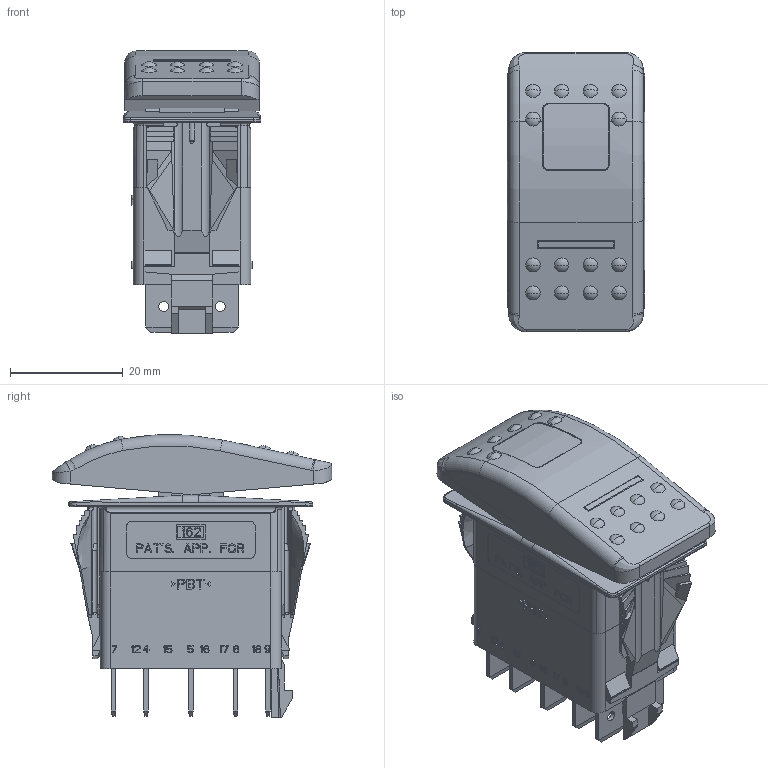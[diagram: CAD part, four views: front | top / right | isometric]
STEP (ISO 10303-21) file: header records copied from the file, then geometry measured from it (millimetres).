
FILE_DESCRIPTION((''),'2;1');
FILE_NAME('V-SERIES-MASTER_ASSEM_ASM','2022-08-11T13:11:27',('Administrator'),(''),'CREO PARAMETRIC BY PTC INC, 2019030','CREO PARAMETRIC BY PTC INC, 2019030','');
FILE_SCHEMA(('AUTOMOTIVE_DESIGN { 1 0 10303 214 1 1 1 1 }'));
Length unit declared in the file: inch
Products named in the file (8): V2-ACTUATOR-SQUARE-BAR-C; V2-LENS-A; V2-CONTURA-ASSEM_ASM; V-FLUSHED-BRACKET-10-B; V-TERM-BLOCK-10; V-TERM-CODE-2; TERM-BLOCK_ASM; V-SERIES-MASTER_ASSEM_ASM
Assembly tree (16 placements, depth 3):
  V-SERIES-MASTER_ASSEM_ASM
    V2-CONTURA-ASSEM_ASM
      V2-ACTUATOR-SQUARE-BAR-C
      V2-LENS-A
    V-FLUSHED-BRACKET-10-B
    TERM-BLOCK_ASM
      V-TERM-BLOCK-10
      V-TERM-CODE-2  x10
Bounding box: 24.38 x 49.53 x 50.15 mm (x, y, z)
Volume: 43026.6 mm3; surface area: 18199.3 mm2
Topology: 20 solids, 22 shells, 2055 faces, 5614 edges, 3664 vertices
Faces by surface type: plane 1765, cylinder 165, bspline 52, sphere 32, torus 30, cone 10, extrusion 1
Entity records: 79987 total; most frequent: CARTESIAN_POINT 15387, ORIENTED_EDGE 10476, DIRECTION 9106, PRESENTATION_STYLE_ASSIGNMENT 5249, STYLED_ITEM 5249, CURVE_STYLE 5238, EDGE_CURVE 5238, VECTOR 4668
